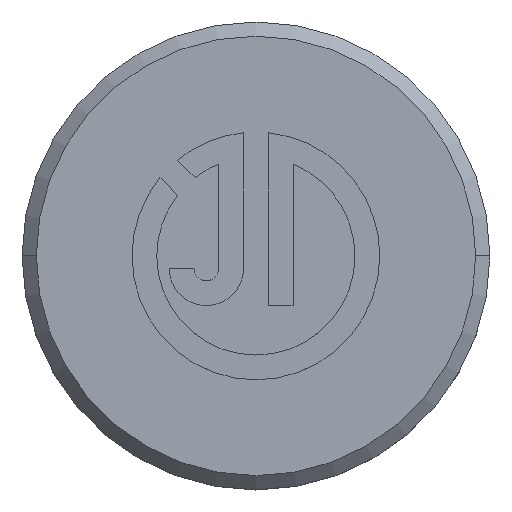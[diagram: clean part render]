
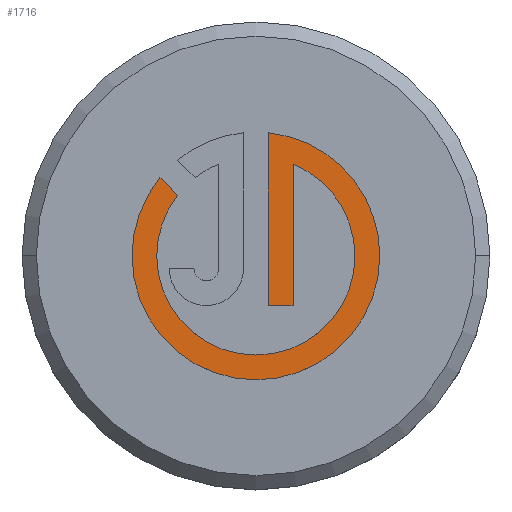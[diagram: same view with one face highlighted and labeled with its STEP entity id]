
A CAD part, top view. The second image highlights one B-rep face of the part: STEP entity #1716.
In plain terms, the highlighted planar face has unit normal (0, 0, 1).
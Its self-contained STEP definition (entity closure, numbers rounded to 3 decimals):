
#9 = CARTESIAN_POINT ( 'NONE',  ( -3.853, 2.983, 99.9 ) ) ;
#101 = CARTESIAN_POINT ( 'NONE',  ( 0.604, 6.055, 99.9 ) ) ;
#161 = CARTESIAN_POINT ( 'NONE',  ( 1.821, 4.512, 99.9 ) ) ;
#215 = DIRECTION ( 'NONE',  ( 0., -1., 0. ) ) ;
#289 = EDGE_CURVE ( 'NONE', #1218, #366, #1469, .T. ) ;
#323 = EDGE_CURVE ( 'NONE', #1675, #609, #2321, .T. ) ;
#366 = VERTEX_POINT ( 'NONE', #1080 ) ;
#403 = CARTESIAN_POINT ( 'NONE',  ( 0.604, 0., 99.9 ) ) ;
#410 = EDGE_CURVE ( 'NONE', #612, #1470, #1183, .T. ) ;
#427 = CARTESIAN_POINT ( 'NONE',  ( 1.821, -2.439, 99.9 ) ) ;
#441 = VECTOR ( 'NONE', #2405, 1000. ) ;
#459 = CARTESIAN_POINT ( 'NONE',  ( 0., 0., 99.9 ) ) ;
#467 = ORIENTED_EDGE ( 'NONE', *, *, #913, .T. ) ;
#505 = EDGE_LOOP ( 'NONE', ( #1100, #1870, #1309, #1628, #1359, #467, #1872, #1825, #1004, #984 ) ) ;
#521 = DIRECTION ( 'NONE',  ( 1., 0., 0. ) ) ;
#529 = DIRECTION ( 'NONE',  ( 0., 0., 1. ) ) ;
#535 = CARTESIAN_POINT ( 'NONE',  ( -4.876, -0.003, 99.9 ) ) ;
#538 = CARTESIAN_POINT ( 'NONE',  ( -0.005, -0.003, 99.9 ) ) ;
#545 = AXIS2_PLACEMENT_3D ( 'NONE', #1681, #570, #1865 ) ;
#570 = DIRECTION ( 'NONE',  ( 0., 0., 1. ) ) ;
#609 = VERTEX_POINT ( 'NONE', #1203 ) ;
#612 = VERTEX_POINT ( 'NONE', #830 ) ;
#659 = DIRECTION ( 'NONE',  ( 1., 0., 0. ) ) ;
#719 = VERTEX_POINT ( 'NONE', #101 ) ;
#726 = CARTESIAN_POINT ( 'NONE',  ( -0.005, -0.003, 99.9 ) ) ;
#812 = AXIS2_PLACEMENT_3D ( 'NONE', #2169, #1065, #2344 ) ;
#819 = FACE_OUTER_BOUND ( 'NONE', #505, .T. ) ;
#830 = CARTESIAN_POINT ( 'NONE',  ( 0.604, -2.439, 99.9 ) ) ;
#854 = DIRECTION ( 'NONE',  ( 0., 0., 1. ) ) ;
#911 = DIRECTION ( 'NONE',  ( -1., 0., 0. ) ) ;
#913 = EDGE_CURVE ( 'NONE', #609, #1839, #1726, .T. ) ;
#915 = DIRECTION ( 'NONE',  ( -1., 0., 0. ) ) ;
#923 = DIRECTION ( 'NONE',  ( 0., 0., -1. ) ) ;
#941 = LINE ( 'NONE', #1854, #441 ) ;
#963 = CARTESIAN_POINT ( 'NONE',  ( -0.005, -0.003, 99.9 ) ) ;
#974 = LINE ( 'NONE', #403, #2257 ) ;
#984 = ORIENTED_EDGE ( 'NONE', *, *, #1288, .T. ) ;
#1004 = ORIENTED_EDGE ( 'NONE', *, *, #410, .T. ) ;
#1065 = DIRECTION ( 'NONE',  ( 0., 0., -1. ) ) ;
#1080 = CARTESIAN_POINT ( 'NONE',  ( 4.866, -0.003, 99.9 ) ) ;
#1100 = ORIENTED_EDGE ( 'NONE', *, *, #289, .T. ) ;
#1183 = LINE ( 'NONE', #1976, #1236 ) ;
#1185 = EDGE_CURVE ( 'NONE', #2135, #1547, #2045, .T. ) ;
#1203 = CARTESIAN_POINT ( 'NONE',  ( -6.094, -0.003, 99.9 ) ) ;
#1208 = CARTESIAN_POINT ( 'NONE',  ( 6.084, -0.003, 99.9 ) ) ;
#1218 = VERTEX_POINT ( 'NONE', #161 ) ;
#1236 = VECTOR ( 'NONE', #1966, 1000. ) ;
#1274 = AXIS2_PLACEMENT_3D ( 'NONE', #963, #923, #915 ) ;
#1288 = EDGE_CURVE ( 'NONE', #1470, #1218, #941, .T. ) ;
#1309 = ORIENTED_EDGE ( 'NONE', *, *, #1185, .T. ) ;
#1316 = EDGE_CURVE ( 'NONE', #1839, #719, #1436, .T. ) ;
#1333 = CIRCLE ( 'NONE', #812, 4.871 ) ;
#1359 = ORIENTED_EDGE ( 'NONE', *, *, #323, .T. ) ;
#1367 = DIRECTION ( 'NONE',  ( -0.707, 0.707, 0. ) ) ;
#1385 = AXIS2_PLACEMENT_3D ( 'NONE', #1962, #854, #2146 ) ;
#1436 = CIRCLE ( 'NONE', #545, 6.089 ) ;
#1454 = AXIS2_PLACEMENT_3D ( 'NONE', #459, #1762, #659 ) ;
#1469 = CIRCLE ( 'NONE', #1274, 4.871 ) ;
#1470 = VERTEX_POINT ( 'NONE', #427 ) ;
#1526 = AXIS2_PLACEMENT_3D ( 'NONE', #538, #529, #521 ) ;
#1535 = CARTESIAN_POINT ( 'NONE',  ( -3.853, 2.983, 99.9 ) ) ;
#1547 = VERTEX_POINT ( 'NONE', #9 ) ;
#1552 = VECTOR ( 'NONE', #1367, 1000. ) ;
#1583 = PLANE ( 'NONE',  #1454 ) ;
#1587 = EDGE_CURVE ( 'NONE', #719, #612, #974, .T. ) ;
#1628 = ORIENTED_EDGE ( 'NONE', *, *, #1632, .T. ) ;
#1632 = EDGE_CURVE ( 'NONE', #1547, #1675, #2043, .T. ) ;
#1675 = VERTEX_POINT ( 'NONE', #1725 ) ;
#1681 = CARTESIAN_POINT ( 'NONE',  ( -0.005, -0.003, 99.9 ) ) ;
#1716 = ADVANCED_FACE ( 'NONE', ( #819 ), #1583, .T. ) ;
#1725 = CARTESIAN_POINT ( 'NONE',  ( -4.719, 3.85, 99.9 ) ) ;
#1726 = CIRCLE ( 'NONE', #1385, 6.089 ) ;
#1762 = DIRECTION ( 'NONE',  ( 0., 0., 1. ) ) ;
#1825 = ORIENTED_EDGE ( 'NONE', *, *, #1587, .T. ) ;
#1839 = VERTEX_POINT ( 'NONE', #1208 ) ;
#1854 = CARTESIAN_POINT ( 'NONE',  ( 1.821, 0., 99.9 ) ) ;
#1865 = DIRECTION ( 'NONE',  ( 1., 0., 0. ) ) ;
#1870 = ORIENTED_EDGE ( 'NONE', *, *, #1952, .T. ) ;
#1872 = ORIENTED_EDGE ( 'NONE', *, *, #1316, .T. ) ;
#1952 = EDGE_CURVE ( 'NONE', #366, #2135, #1333, .T. ) ;
#1962 = CARTESIAN_POINT ( 'NONE',  ( -0.005, -0.003, 99.9 ) ) ;
#1966 = DIRECTION ( 'NONE',  ( 1., 0., 0. ) ) ;
#1976 = CARTESIAN_POINT ( 'NONE',  ( 0., -2.439, 99.9 ) ) ;
#2025 = DIRECTION ( 'NONE',  ( 0., 0., -1. ) ) ;
#2043 = LINE ( 'NONE', #1535, #1552 ) ;
#2045 = CIRCLE ( 'NONE', #2089, 4.871 ) ;
#2089 = AXIS2_PLACEMENT_3D ( 'NONE', #726, #2025, #911 ) ;
#2135 = VERTEX_POINT ( 'NONE', #535 ) ;
#2146 = DIRECTION ( 'NONE',  ( 1., 0., 0. ) ) ;
#2169 = CARTESIAN_POINT ( 'NONE',  ( -0.005, -0.003, 99.9 ) ) ;
#2257 = VECTOR ( 'NONE', #215, 1000. ) ;
#2321 = CIRCLE ( 'NONE', #1526, 6.089 ) ;
#2344 = DIRECTION ( 'NONE',  ( -1., 0., 0. ) ) ;
#2405 = DIRECTION ( 'NONE',  ( 0., 1., 0. ) ) ;
